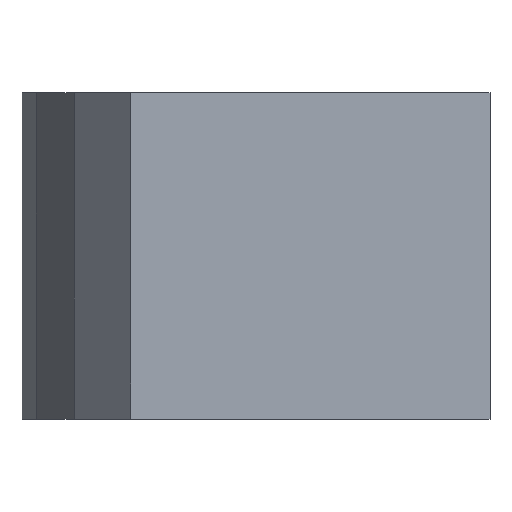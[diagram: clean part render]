
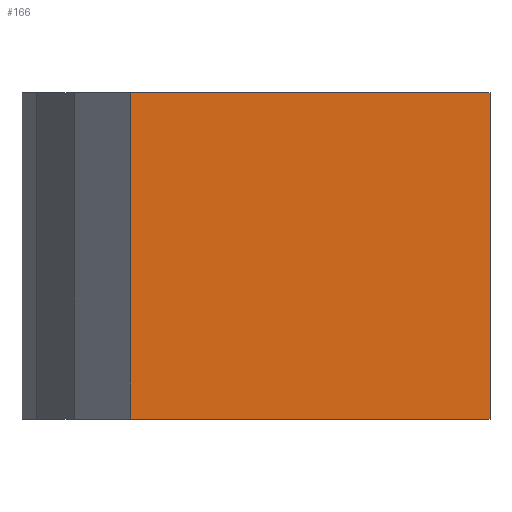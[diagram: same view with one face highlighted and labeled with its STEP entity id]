
A CAD part, top view. The second image highlights one B-rep face of the part: STEP entity #166.
In plain terms, the highlighted planar face has unit normal (0, 0, 1).
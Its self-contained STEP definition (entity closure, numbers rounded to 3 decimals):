
#20=FACE_OUTER_BOUND('',#29,.T.);
#29=EDGE_LOOP('',(#130,#131,#132,#133));
#48=LINE('',#267,#69);
#49=LINE('',#270,#70);
#50=LINE('',#272,#71);
#51=LINE('',#273,#72);
#69=VECTOR('',#220,10.);
#70=VECTOR('',#223,10.);
#71=VECTOR('',#224,10.);
#72=VECTOR('',#225,10.);
#85=VERTEX_POINT('',#263);
#86=VERTEX_POINT('',#265);
#87=VERTEX_POINT('',#269);
#88=VERTEX_POINT('',#271);
#104=EDGE_CURVE('',#85,#86,#48,.T.);
#105=EDGE_CURVE('',#87,#85,#49,.T.);
#106=EDGE_CURVE('',#88,#86,#50,.T.);
#107=EDGE_CURVE('',#87,#88,#51,.T.);
#130=ORIENTED_EDGE('',*,*,#105,.T.);
#131=ORIENTED_EDGE('',*,*,#104,.T.);
#132=ORIENTED_EDGE('',*,*,#106,.F.);
#133=ORIENTED_EDGE('',*,*,#107,.F.);
#157=PLANE('',#189);
#166=ADVANCED_FACE('',(#20),#157,.T.);
#189=AXIS2_PLACEMENT_3D('',#268,#221,#222);
#220=DIRECTION('',(0.,1.,0.));
#221=DIRECTION('center_axis',(0.,0.,1.));
#222=DIRECTION('ref_axis',(1.,0.,0.));
#223=DIRECTION('',(1.,0.,0.));
#224=DIRECTION('',(1.,0.,0.));
#225=DIRECTION('',(0.,1.,0.));
#263=CARTESIAN_POINT('',(0.,0.,30.));
#265=CARTESIAN_POINT('',(0.,50.,30.));
#267=CARTESIAN_POINT('',(0.,0.,30.));
#268=CARTESIAN_POINT('Origin',(-55.,0.,30.));
#269=CARTESIAN_POINT('',(-55.,0.,30.));
#270=CARTESIAN_POINT('',(-55.,0.,30.));
#271=CARTESIAN_POINT('',(-55.,50.,30.));
#272=CARTESIAN_POINT('',(-55.,50.,30.));
#273=CARTESIAN_POINT('',(-55.,0.,30.));
